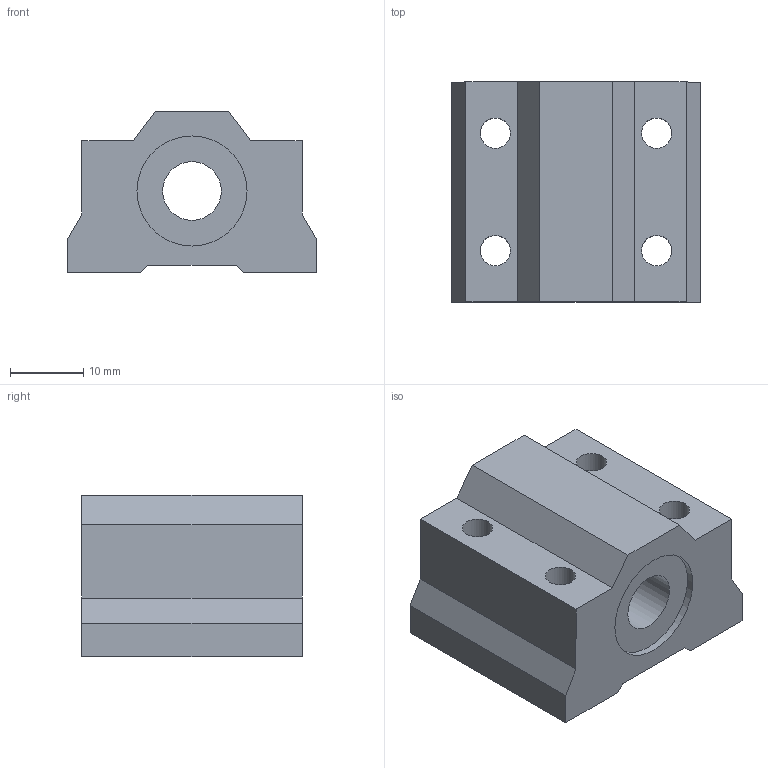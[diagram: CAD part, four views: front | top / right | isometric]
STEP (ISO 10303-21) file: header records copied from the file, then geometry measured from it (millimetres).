
FILE_DESCRIPTION(('STEP AP203'), '1');
FILE_NAME('ïðèíòåð_Áðàéëÿ_ïîäøèïíèê', '', ('UNSPECIFIED'), ('UNSPECIFIED'), 'C3D Converter', 'C3D Toolkit', '');
FILE_SCHEMA(('CONFIG_CONTROL_DESIGN'));
Length unit declared in the file: millimetre
Bounding box: 34 x 30 x 22 mm (x, y, z)
Volume: 15394.9 mm3; surface area: 5910.3 mm2
Topology: 1 solids, 1 shells, 27 faces, 69 edges, 46 vertices
Faces by surface type: plane 20, cylinder 7
Full cylindrical faces by diameter (mm): 4.134 x4, 8 x1, 15 x2
Entity records: 1058 total; most frequent: CARTESIAN_POINT 136, DIRECTION 132, ORIENTED_EDGE 124, EDGE_CURVE 62, LINE 48, VECTOR 48, EDGE_LOOP 46, VERTEX_POINT 46
